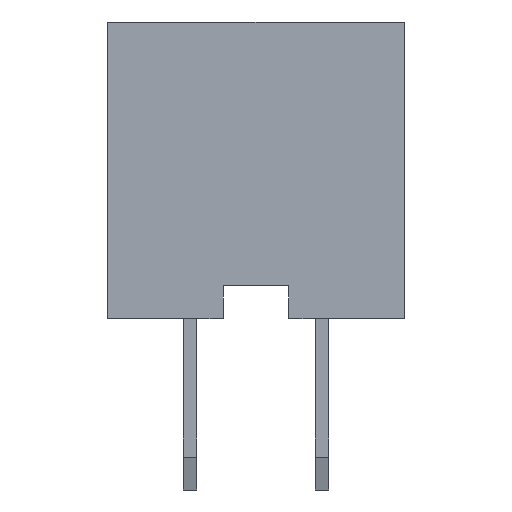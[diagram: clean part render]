
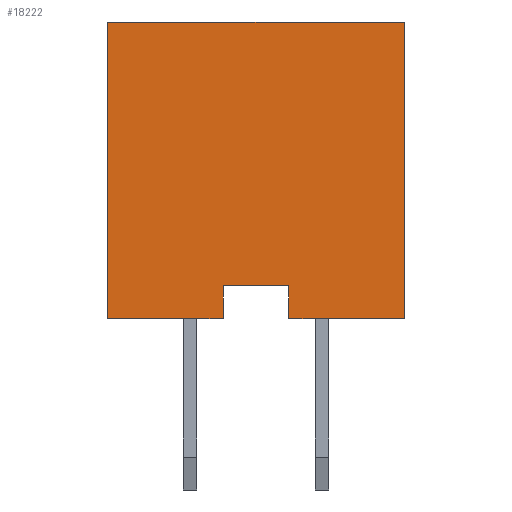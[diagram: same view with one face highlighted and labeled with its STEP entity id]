
A CAD part, left-side view. The second image highlights one B-rep face of the part: STEP entity #18222.
In plain terms, the highlighted planar face has unit normal (-1, 0, 0).
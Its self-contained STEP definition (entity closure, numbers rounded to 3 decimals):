
#263 = PLANE ( 'NONE',  #30106 ) ;
#939 = ORIENTED_EDGE ( 'NONE', *, *, #13621, .F. ) ;
#1854 = CARTESIAN_POINT ( 'NONE',  ( -1., 0.5, 0.5 ) ) ;
#2174 = LINE ( 'NONE', #9507, #19415 ) ;
#2275 = ORIENTED_EDGE ( 'NONE', *, *, #2794, .F. ) ;
#2382 = ORIENTED_EDGE ( 'NONE', *, *, #5090, .F. ) ;
#2794 = EDGE_CURVE ( 'NONE', #7121, #6251, #12135, .T. ) ;
#3095 = LINE ( 'NONE', #29905, #29082 ) ;
#3652 = VECTOR ( 'NONE', #33887, 1000. ) ;
#3909 = ORIENTED_EDGE ( 'NONE', *, *, #11005, .F. ) ;
#4485 = DIRECTION ( 'NONE',  ( 0., 0., -1. ) ) ;
#4947 = CARTESIAN_POINT ( 'NONE',  ( -1., 0.5, 0.5 ) ) ;
#5090 = EDGE_CURVE ( 'NONE', #15204, #23695, #34480, .T. ) ;
#5294 = EDGE_CURVE ( 'NONE', #23771, #29842, #15394, .T. ) ;
#5687 = VECTOR ( 'NONE', #29395, 1000. ) ;
#6251 = VERTEX_POINT ( 'NONE', #12500 ) ;
#6337 = ORIENTED_EDGE ( 'NONE', *, *, #26232, .T. ) ;
#6632 = ORIENTED_EDGE ( 'NONE', *, *, #5294, .F. ) ;
#6883 = DIRECTION ( 'NONE',  ( 0., 0., -1. ) ) ;
#7121 = VERTEX_POINT ( 'NONE', #13667 ) ;
#7245 = DIRECTION ( 'NONE',  ( 0., 0., -1. ) ) ;
#8222 = CARTESIAN_POINT ( 'NONE',  ( -1., -2.25, 4.5 ) ) ;
#8855 = LINE ( 'NONE', #18980, #16117 ) ;
#9062 = VECTOR ( 'NONE', #31765, 1000. ) ;
#9131 = ORIENTED_EDGE ( 'NONE', *, *, #24511, .T. ) ;
#9507 = CARTESIAN_POINT ( 'NONE',  ( -1., 2.25, 4.5 ) ) ;
#9846 = LINE ( 'NONE', #4947, #3652 ) ;
#10038 = EDGE_CURVE ( 'NONE', #15204, #23270, #3095, .T. ) ;
#10352 = CARTESIAN_POINT ( 'NONE',  ( -1., -2.25, 4.5 ) ) ;
#10849 = DIRECTION ( 'NONE',  ( 1., 0., 0. ) ) ;
#11005 = EDGE_CURVE ( 'NONE', #29842, #23270, #33581, .T. ) ;
#12135 = LINE ( 'NONE', #1854, #14662 ) ;
#12500 = CARTESIAN_POINT ( 'NONE',  ( -1., 0.5, 0. ) ) ;
#13621 = EDGE_CURVE ( 'NONE', #23695, #7121, #9846, .T. ) ;
#13667 = CARTESIAN_POINT ( 'NONE',  ( -1., 0.5, 0.5 ) ) ;
#13696 = CARTESIAN_POINT ( 'NONE',  ( -1., -0.5, 0.5 ) ) ;
#14392 = CARTESIAN_POINT ( 'NONE',  ( -1., -2.25, 4.5 ) ) ;
#14662 = VECTOR ( 'NONE', #7245, 1000. ) ;
#15204 = VERTEX_POINT ( 'NONE', #34013 ) ;
#15394 = LINE ( 'NONE', #10352, #9062 ) ;
#16117 = VECTOR ( 'NONE', #27154, 1000. ) ;
#16314 = CARTESIAN_POINT ( 'NONE',  ( -1., 2.25, 0. ) ) ;
#17621 = ORIENTED_EDGE ( 'NONE', *, *, #10038, .T. ) ;
#18222 = ADVANCED_FACE ( 'NONE', ( #24454 ), #263, .F. ) ;
#18980 = CARTESIAN_POINT ( 'NONE',  ( -1., -2.25, 0. ) ) ;
#19209 = DIRECTION ( 'NONE',  ( 0., 1., 0. ) ) ;
#19415 = VECTOR ( 'NONE', #6883, 1000. ) ;
#19815 = EDGE_LOOP ( 'NONE', ( #6337, #2275, #939, #2382, #17621, #3909, #6632, #9131 ) ) ;
#23270 = VERTEX_POINT ( 'NONE', #24335 ) ;
#23695 = VERTEX_POINT ( 'NONE', #32625 ) ;
#23771 = VERTEX_POINT ( 'NONE', #24643 ) ;
#24335 = CARTESIAN_POINT ( 'NONE',  ( -1., -2.25, 0. ) ) ;
#24454 = FACE_OUTER_BOUND ( 'NONE', #19815, .T. ) ;
#24511 = EDGE_CURVE ( 'NONE', #23771, #30431, #2174, .T. ) ;
#24643 = CARTESIAN_POINT ( 'NONE',  ( -1., 2.25, 4.5 ) ) ;
#26232 = EDGE_CURVE ( 'NONE', #30431, #6251, #8855, .T. ) ;
#27154 = DIRECTION ( 'NONE',  ( 0., -1., 0. ) ) ;
#29082 = VECTOR ( 'NONE', #32176, 1000. ) ;
#29395 = DIRECTION ( 'NONE',  ( 0., 0., 1. ) ) ;
#29842 = VERTEX_POINT ( 'NONE', #34339 ) ;
#29905 = CARTESIAN_POINT ( 'NONE',  ( -1., -2.25, 0. ) ) ;
#30106 = AXIS2_PLACEMENT_3D ( 'NONE', #8222, #10849, #19209 ) ;
#30431 = VERTEX_POINT ( 'NONE', #16314 ) ;
#31765 = DIRECTION ( 'NONE',  ( 0., -1., 0. ) ) ;
#32176 = DIRECTION ( 'NONE',  ( 0., -1., 0. ) ) ;
#32625 = CARTESIAN_POINT ( 'NONE',  ( -1., -0.5, 0.5 ) ) ;
#33267 = VECTOR ( 'NONE', #4485, 1000. ) ;
#33581 = LINE ( 'NONE', #14392, #33267 ) ;
#33887 = DIRECTION ( 'NONE',  ( 0., 1., 0. ) ) ;
#34013 = CARTESIAN_POINT ( 'NONE',  ( -1., -0.5, 0. ) ) ;
#34339 = CARTESIAN_POINT ( 'NONE',  ( -1., -2.25, 4.5 ) ) ;
#34480 = LINE ( 'NONE', #13696, #5687 ) ;
